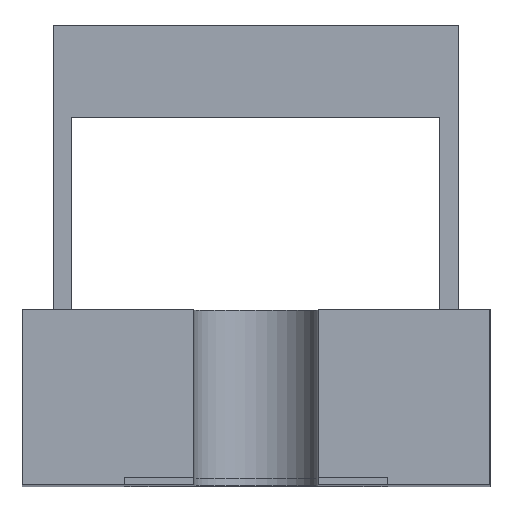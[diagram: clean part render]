
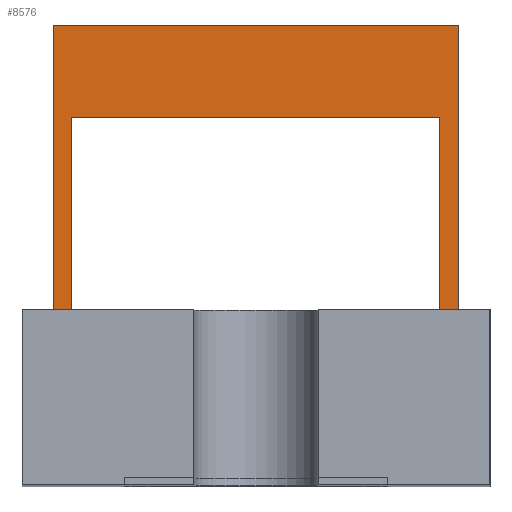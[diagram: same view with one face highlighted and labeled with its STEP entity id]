
A CAD part, top view. The second image highlights one B-rep face of the part: STEP entity #8576.
In plain terms, the highlighted planar face has unit normal (0, 0, 1).
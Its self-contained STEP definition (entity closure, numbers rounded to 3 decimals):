
#915=LINE('',#15752,#1838);
#931=LINE('',#15786,#1854);
#941=LINE('',#15807,#1864);
#982=LINE('',#15888,#1905);
#986=LINE('',#15895,#1909);
#1011=LINE('',#15955,#1934);
#1022=LINE('',#15976,#1945);
#1026=LINE('',#15983,#1949);
#1027=LINE('',#15984,#1950);
#1028=LINE('',#15985,#1951);
#1838=VECTOR('',#9878,10.);
#1854=VECTOR('',#9904,10.);
#1864=VECTOR('',#9916,10.);
#1905=VECTOR('',#9979,10.);
#1909=VECTOR('',#9985,10.);
#1934=VECTOR('',#10038,10.);
#1945=VECTOR('',#10051,10.);
#1949=VECTOR('',#10057,10.);
#1950=VECTOR('',#10058,10.);
#1951=VECTOR('',#10059,10.);
#2654=FACE_OUTER_BOUND('',#3147,.T.);
#3147=EDGE_LOOP('',(#6828,#6829,#6830,#6831,#6832,#6833,#6834,#6835,#6836,
#6837));
#3801=VERTEX_POINT('',#15745);
#3804=VERTEX_POINT('',#15750);
#3816=VERTEX_POINT('',#15783);
#3817=VERTEX_POINT('',#15785);
#3826=VERTEX_POINT('',#15804);
#3827=VERTEX_POINT('',#15806);
#3855=VERTEX_POINT('',#15886);
#3856=VERTEX_POINT('',#15887);
#3879=VERTEX_POINT('',#15954);
#3888=VERTEX_POINT('',#15974);
#4835=EDGE_CURVE('',#3804,#3801,#915,.T.);
#4851=EDGE_CURVE('',#3817,#3816,#931,.T.);
#4861=EDGE_CURVE('',#3827,#3826,#941,.T.);
#4902=EDGE_CURVE('',#3855,#3856,#982,.T.);
#4906=EDGE_CURVE('',#3826,#3855,#986,.T.);
#4936=EDGE_CURVE('',#3817,#3879,#1011,.T.);
#4948=EDGE_CURVE('',#3888,#3856,#1022,.T.);
#4952=EDGE_CURVE('',#3816,#3827,#1026,.T.);
#4953=EDGE_CURVE('',#3888,#3801,#1027,.T.);
#4954=EDGE_CURVE('',#3879,#3804,#1028,.T.);
#6828=ORIENTED_EDGE('',*,*,#4851,.T.);
#6829=ORIENTED_EDGE('',*,*,#4952,.T.);
#6830=ORIENTED_EDGE('',*,*,#4861,.T.);
#6831=ORIENTED_EDGE('',*,*,#4906,.T.);
#6832=ORIENTED_EDGE('',*,*,#4902,.T.);
#6833=ORIENTED_EDGE('',*,*,#4948,.F.);
#6834=ORIENTED_EDGE('',*,*,#4953,.T.);
#6835=ORIENTED_EDGE('',*,*,#4835,.F.);
#6836=ORIENTED_EDGE('',*,*,#4954,.F.);
#6837=ORIENTED_EDGE('',*,*,#4936,.F.);
#8191=PLANE('',#9009);
#8576=ADVANCED_FACE('',(#2654),#8191,.T.);
#9009=AXIS2_PLACEMENT_3D('',#15982,#10055,#10056);
#9878=DIRECTION('',(1.,0.,0.));
#9904=DIRECTION('',(0.,1.,0.));
#9916=DIRECTION('',(0.,-1.,0.));
#9979=DIRECTION('',(0.,-1.,0.));
#9985=DIRECTION('',(-1.,0.,0.));
#10038=DIRECTION('',(-1.,0.,0.));
#10051=DIRECTION('',(-1.,0.,0.));
#10055=DIRECTION('center_axis',(0.,0.,1.));
#10056=DIRECTION('ref_axis',(1.,0.,0.));
#10057=DIRECTION('',(1.,0.,0.));
#10058=DIRECTION('',(0.,1.,0.));
#10059=DIRECTION('',(0.,1.,0.));
#15745=CARTESIAN_POINT('',(10.8,29.529,4.352));
#15750=CARTESIAN_POINT('',(-11.2,29.529,4.352));
#15752=CARTESIAN_POINT('',(9.8,29.529,4.352));
#15783=CARTESIAN_POINT('',(-10.2,24.529,4.352));
#15785=CARTESIAN_POINT('',(-10.2,14.029,4.352));
#15786=CARTESIAN_POINT('',(-10.2,20.279,4.352));
#15804=CARTESIAN_POINT('',(9.8,21.029,4.352));
#15806=CARTESIAN_POINT('',(9.8,24.529,4.352));
#15807=CARTESIAN_POINT('',(9.8,21.029,4.352));
#15886=CARTESIAN_POINT('',(9.789,21.029,4.352));
#15887=CARTESIAN_POINT('',(9.789,14.029,4.352));
#15888=CARTESIAN_POINT('',(9.789,23.779,4.352));
#15895=CARTESIAN_POINT('',(-11.2,21.029,4.352));
#15954=CARTESIAN_POINT('',(-11.2,14.029,4.352));
#15955=CARTESIAN_POINT('',(-25.037,14.029,4.352));
#15974=CARTESIAN_POINT('',(10.8,14.029,4.352));
#15976=CARTESIAN_POINT('',(-25.037,14.029,4.352));
#15982=CARTESIAN_POINT('Origin',(-0.2,26.529,4.352));
#15983=CARTESIAN_POINT('',(9.8,24.529,4.352));
#15984=CARTESIAN_POINT('',(10.8,21.029,4.352));
#15985=CARTESIAN_POINT('',(-11.2,27.529,4.352));
